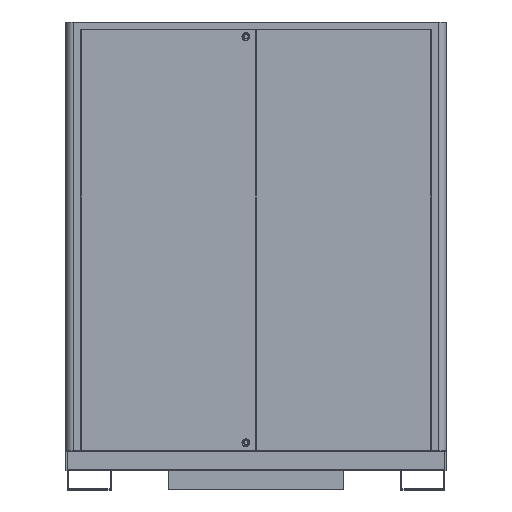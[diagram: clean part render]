
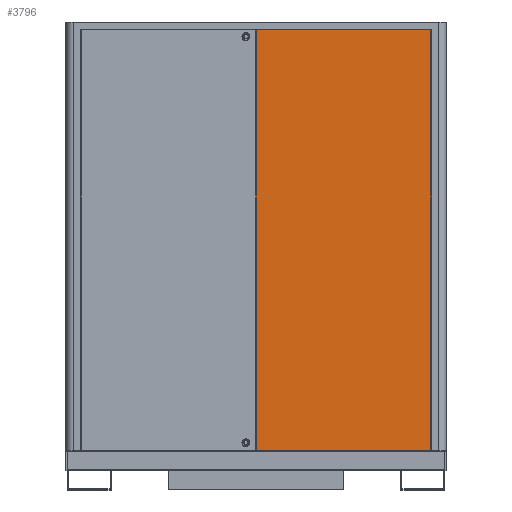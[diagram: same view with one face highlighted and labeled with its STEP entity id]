
A CAD part, top view. The second image highlights one B-rep face of the part: STEP entity #3796.
In plain terms, the highlighted planar face has unit normal (0, 0, 1).
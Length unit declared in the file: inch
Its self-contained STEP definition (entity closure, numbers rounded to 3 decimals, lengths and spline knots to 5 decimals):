
#57 = VECTOR ( 'NONE', #4295, 39.37008 ) ;
#268 = DIRECTION ( 'NONE',  ( 1., 0., 0. ) ) ;
#332 = VERTEX_POINT ( 'NONE', #3909 ) ;
#355 = CARTESIAN_POINT ( 'NONE',  ( 0.03125, 43.1875, 9. ) ) ;
#536 = EDGE_LOOP ( 'NONE', ( #5659, #848, #6280, #3564 ) ) ;
#848 = ORIENTED_EDGE ( 'NONE', *, *, #2220, .T. ) ;
#928 = VERTEX_POINT ( 'NONE', #1462 ) ;
#1008 = VECTOR ( 'NONE', #268, 39.37008 ) ;
#1037 = AXIS2_PLACEMENT_3D ( 'NONE', #3229, #1083, #3778 ) ;
#1083 = DIRECTION ( 'NONE',  ( 0., 0., -1. ) ) ;
#1184 = LINE ( 'NONE', #3466, #1008 ) ;
#1262 = LINE ( 'NONE', #1537, #6606 ) ;
#1440 = DIRECTION ( 'NONE',  ( 0., 1., 0. ) ) ;
#1462 = CARTESIAN_POINT ( 'NONE',  ( 17.9375, 43.1875, 9. ) ) ;
#1537 = CARTESIAN_POINT ( 'NONE',  ( 0.03125, 43.1875, 9. ) ) ;
#2030 = LINE ( 'NONE', #5386, #57 ) ;
#2173 = DIRECTION ( 'NONE',  ( 0., -1., 0. ) ) ;
#2220 = EDGE_CURVE ( 'NONE', #332, #2981, #1184, .T. ) ;
#2415 = EDGE_CURVE ( 'NONE', #2981, #928, #5779, .T. ) ;
#2488 = EDGE_CURVE ( 'NONE', #5493, #332, #1262, .T. ) ;
#2658 = EDGE_CURVE ( 'NONE', #928, #5493, #2030, .T. ) ;
#2981 = VERTEX_POINT ( 'NONE', #3584 ) ;
#3229 = CARTESIAN_POINT ( 'NONE',  ( 18.75, 44., 9. ) ) ;
#3466 = CARTESIAN_POINT ( 'NONE',  ( 0.03125, 0.0625, 9. ) ) ;
#3564 = ORIENTED_EDGE ( 'NONE', *, *, #2658, .T. ) ;
#3584 = CARTESIAN_POINT ( 'NONE',  ( 17.9375, 0.0625, 9. ) ) ;
#3778 = DIRECTION ( 'NONE',  ( -1., 0., 0. ) ) ;
#3796 = ADVANCED_FACE ( 'NONE', ( #4594 ), #6409, .F. ) ;
#3909 = CARTESIAN_POINT ( 'NONE',  ( 0.03125, 0.0625, 9. ) ) ;
#4295 = DIRECTION ( 'NONE',  ( -1., 0., 0. ) ) ;
#4516 = VECTOR ( 'NONE', #1440, 39.37008 ) ;
#4594 = FACE_OUTER_BOUND ( 'NONE', #536, .T. ) ;
#4629 = CARTESIAN_POINT ( 'NONE',  ( 17.9375, 43.1875, 9. ) ) ;
#5386 = CARTESIAN_POINT ( 'NONE',  ( 0.03125, 43.1875, 9. ) ) ;
#5493 = VERTEX_POINT ( 'NONE', #355 ) ;
#5659 = ORIENTED_EDGE ( 'NONE', *, *, #2488, .T. ) ;
#5779 = LINE ( 'NONE', #4629, #4516 ) ;
#6280 = ORIENTED_EDGE ( 'NONE', *, *, #2415, .T. ) ;
#6409 = PLANE ( 'NONE',  #1037 ) ;
#6606 = VECTOR ( 'NONE', #2173, 39.37008 ) ;
